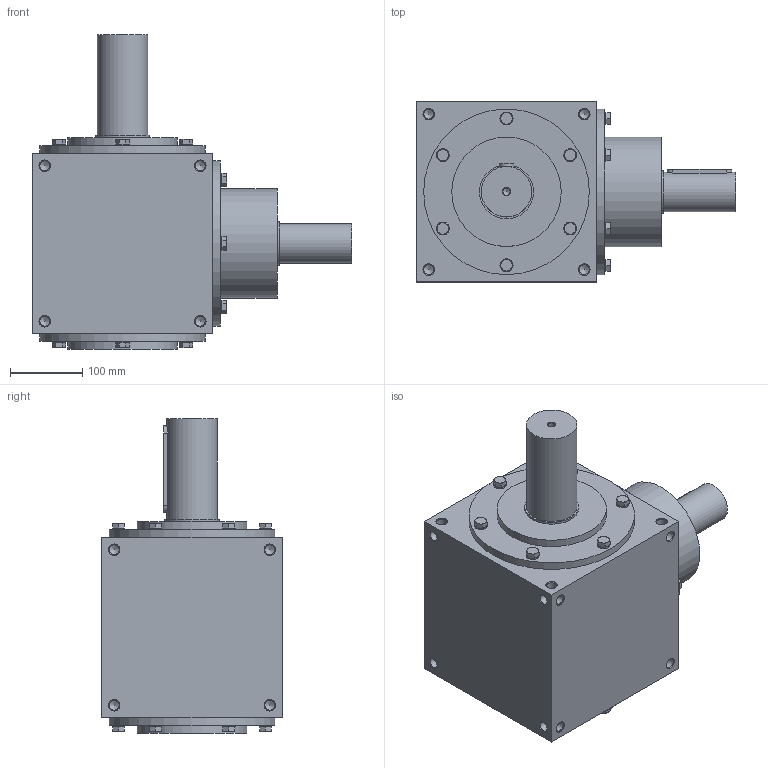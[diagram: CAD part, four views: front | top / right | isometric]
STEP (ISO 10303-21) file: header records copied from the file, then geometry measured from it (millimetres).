
FILE_DESCRIPTION( ( 'STEP AP214' ), ' ' );
FILE_NAME( 'RS250_S10_R.1_1.5.stp', '2017-10-01T14:15:10', ( '' ), ( '' ), ' ', 'PARTsolutions', ' ' );
FILE_SCHEMA( ( 'AUTOMOTIVE_DESIGN { 1 0 10303 214 1 1 1 1 }' ) );
Length unit declared in the file: millimetre
Products named in the file (5): RS250_S10_R.1/1.5; _RS25010-case; _RC250-shaft; _RC_RR250-screw; _RS250-proshaft
Assembly tree (21 placements, depth 2):
  RS250_S10_R.1/1.5
    _RS25010-case
    _RC250-shaft
    _RC_RR250-screw  x18
    _RS250-proshaft
Bounding box: 443 x 250 x 437 mm (x, y, z)
Volume: 19534765.6 mm3; surface area: 670824.1 mm2
Topology: 21 solids, 21 shells, 630 faces, 1455 edges, 847 vertices
Faces by surface type: plane 386, cone 160, cylinder 84
Full cylindrical faces by diameter (mm): 10.106 x2, 13.835 x48, 17.5 x18, 55 x1, 60 x2, 70 x1, 75 x2, 152 x3, 230 x3
Entity records: 6238 total; most frequent: CARTESIAN_POINT 977, DIRECTION 880, ORIENTED_EDGE 578, AXIS2_PLACEMENT_3D 414, EDGE_LOOP 298, EDGE_CURVE 289, VERTEX_POINT 247, FACE_OUTER_BOUND 234
